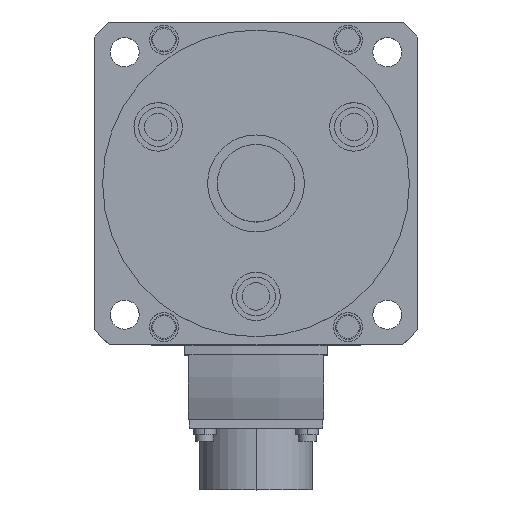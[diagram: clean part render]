
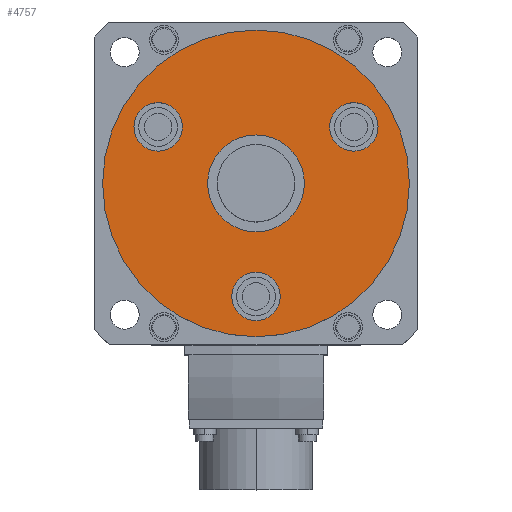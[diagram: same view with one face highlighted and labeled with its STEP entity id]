
A CAD part, top view. The second image highlights one B-rep face of the part: STEP entity #4757.
In plain terms, the highlighted planar face has unit normal (0, 0, 1).
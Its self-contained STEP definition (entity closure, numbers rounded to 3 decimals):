
#2=CARTESIAN_POINT('',(-30.311,17.5,3.));
#3=DIRECTION('',(0.,0.,1.));
#4=DIRECTION('',(0.5,0.866,0.));
#5=AXIS2_PLACEMENT_3D('',#2,#3,#4);
#7=CARTESIAN_POINT('',(-30.311,17.5,3.));
#8=DIRECTION('',(0.,0.,1.));
#9=DIRECTION('',(-0.5,-0.866,0.));
#10=AXIS2_PLACEMENT_3D('',#7,#8,#9);
#12=CARTESIAN_POINT('',(30.311,17.5,3.));
#13=DIRECTION('',(0.,0.,1.));
#14=DIRECTION('',(0.5,-0.866,0.));
#15=AXIS2_PLACEMENT_3D('',#12,#13,#14);
#17=CARTESIAN_POINT('',(30.311,17.5,3.));
#18=DIRECTION('',(0.,0.,1.));
#19=DIRECTION('',(-0.5,0.866,0.));
#20=AXIS2_PLACEMENT_3D('',#17,#18,#19);
#22=CARTESIAN_POINT('',(0.,-35.,3.));
#23=DIRECTION('',(0.,0.,1.));
#24=DIRECTION('',(-1.,0.,0.));
#25=AXIS2_PLACEMENT_3D('',#22,#23,#24);
#27=CARTESIAN_POINT('',(0.,-35.,3.));
#28=DIRECTION('',(0.,0.,1.));
#29=DIRECTION('',(1.,0.,0.));
#30=AXIS2_PLACEMENT_3D('',#27,#28,#29);
#32=CARTESIAN_POINT('',(0.,0.,3.));
#33=DIRECTION('',(0.,0.,-1.));
#34=DIRECTION('',(1.,0.,0.));
#35=AXIS2_PLACEMENT_3D('',#32,#33,#34);
#37=CARTESIAN_POINT('',(0.,0.,3.));
#38=DIRECTION('',(0.,0.,-1.));
#39=DIRECTION('',(-1.,0.,0.));
#40=AXIS2_PLACEMENT_3D('',#37,#38,#39);
#42=CARTESIAN_POINT('',(0.,0.,3.));
#43=DIRECTION('',(0.,0.,1.));
#44=DIRECTION('',(0.,-1.,0.));
#45=AXIS2_PLACEMENT_3D('',#42,#43,#44);
#47=CARTESIAN_POINT('',(0.,0.,3.));
#48=DIRECTION('',(0.,0.,1.));
#49=DIRECTION('',(0.,1.,0.));
#50=AXIS2_PLACEMENT_3D('',#47,#48,#49);
#3646=CARTESIAN_POINT('',(47.5,0.,3.));
#3647=CARTESIAN_POINT('',(-47.5,0.,3.));
#3648=VERTEX_POINT('',#3646);
#3649=VERTEX_POINT('',#3647);
#3786=CARTESIAN_POINT('',(-7.5,-35.,3.));
#3787=CARTESIAN_POINT('',(7.5,-35.,3.));
#3788=VERTEX_POINT('',#3786);
#3789=VERTEX_POINT('',#3787);
#3790=CARTESIAN_POINT('',(34.061,11.005,3.));
#3791=CARTESIAN_POINT('',(26.561,23.995,3.));
#3792=VERTEX_POINT('',#3790);
#3793=VERTEX_POINT('',#3791);
#3794=CARTESIAN_POINT('',(-26.561,23.995,3.));
#3795=CARTESIAN_POINT('',(-34.061,11.005,3.));
#3796=VERTEX_POINT('',#3794);
#3797=VERTEX_POINT('',#3795);
#4594=CARTESIAN_POINT('',(0.,-15.,3.));
#4595=CARTESIAN_POINT('',(0.,15.,3.));
#4596=VERTEX_POINT('',#4594);
#4597=VERTEX_POINT('',#4595);
#4722=CARTESIAN_POINT('',(0.,0.,3.));
#4723=DIRECTION('',(0.,0.,1.));
#4724=DIRECTION('',(-1.,0.,0.));
#4725=AXIS2_PLACEMENT_3D('',#4722,#4723,#4724);
#4726=PLANE('',#4725);
#4728=ORIENTED_EDGE('',*,*,#4727,.T.);
#4730=ORIENTED_EDGE('',*,*,#4729,.T.);
#4731=EDGE_LOOP('',(#4728,#4730));
#4732=FACE_OUTER_BOUND('',#4731,.F.);
#4734=ORIENTED_EDGE('',*,*,#4733,.T.);
#4736=ORIENTED_EDGE('',*,*,#4735,.T.);
#4737=EDGE_LOOP('',(#4734,#4736));
#4738=FACE_BOUND('',#4737,.F.);
#4740=ORIENTED_EDGE('',*,*,#4739,.T.);
#4742=ORIENTED_EDGE('',*,*,#4741,.T.);
#4743=EDGE_LOOP('',(#4740,#4742));
#4744=FACE_BOUND('',#4743,.F.);
#4746=ORIENTED_EDGE('',*,*,#4745,.T.);
#4748=ORIENTED_EDGE('',*,*,#4747,.T.);
#4749=EDGE_LOOP('',(#4746,#4748));
#4750=FACE_BOUND('',#4749,.F.);
#4752=ORIENTED_EDGE('',*,*,#4751,.T.);
#4754=ORIENTED_EDGE('',*,*,#4753,.T.);
#4755=EDGE_LOOP('',(#4752,#4754));
#4756=FACE_BOUND('',#4755,.F.);
#4757=ADVANCED_FACE('',(#4732,#4738,#4744,#4750,#4756),#4726,.T.);
#6=CIRCLE('',#5,7.5);
#11=CIRCLE('',#10,7.5);
#16=CIRCLE('',#15,7.5);
#21=CIRCLE('',#20,7.5);
#26=CIRCLE('',#25,7.5);
#31=CIRCLE('',#30,7.5);
#36=CIRCLE('',#35,47.5);
#41=CIRCLE('',#40,47.5);
#46=CIRCLE('',#45,15.);
#51=CIRCLE('',#50,15.);
#4727=EDGE_CURVE('',#3648,#3649,#36,.T.);
#4729=EDGE_CURVE('',#3649,#3648,#41,.T.);
#4733=EDGE_CURVE('',#3796,#3797,#6,.T.);
#4735=EDGE_CURVE('',#3797,#3796,#11,.T.);
#4739=EDGE_CURVE('',#3792,#3793,#16,.T.);
#4741=EDGE_CURVE('',#3793,#3792,#21,.T.);
#4745=EDGE_CURVE('',#3788,#3789,#26,.T.);
#4747=EDGE_CURVE('',#3789,#3788,#31,.T.);
#4751=EDGE_CURVE('',#4596,#4597,#46,.T.);
#4753=EDGE_CURVE('',#4597,#4596,#51,.T.);
